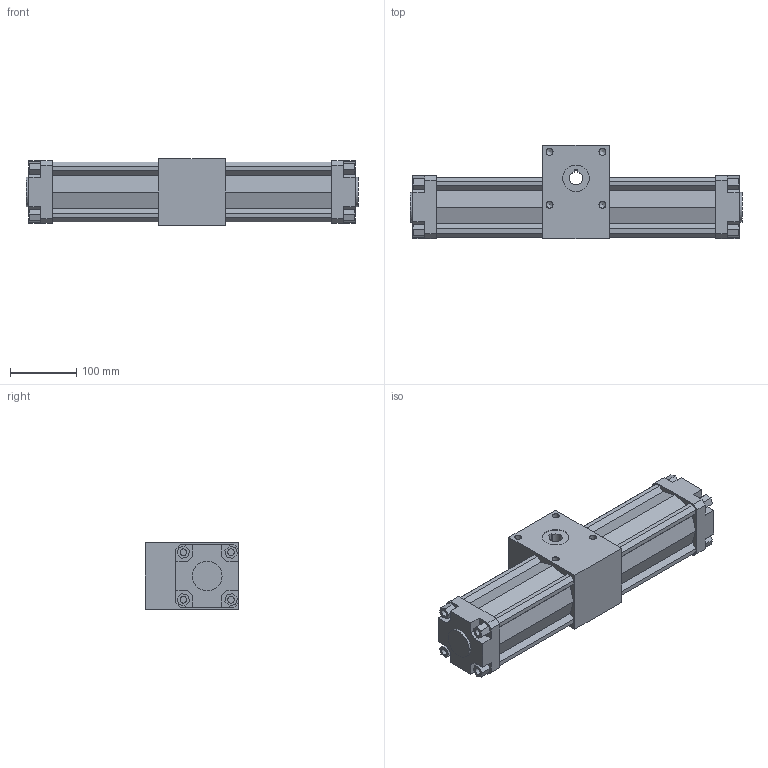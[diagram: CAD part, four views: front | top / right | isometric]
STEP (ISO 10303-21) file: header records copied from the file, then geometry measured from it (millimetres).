
FILE_DESCRIPTION(/* description */ ('Unknown'),/* implementation_level */ '2;1');
FILE_NAME(/* name */ '1330.80.180.01',/* time_stamp */ '2020-02-12T13:44:44-05:00',/* author */ ('Unknown'),/* organization */ ('Unknown'),/* preprocessor_version */ 'ST-DEVELOPER v16.7',/* originating_system */ 'Solid Edge',/* authorisation */ 'Unknown');
FILE_SCHEMA (('AUTOMOTIVE_DESIGN {1 0 10303 214 3 1 1}'));
Length unit declared in the file: millimetre
Products named in the file (1): 1330.80.180.01
Bounding box: 502 x 141 x 100 mm (x, y, z)
Volume: 4220079.1 mm3; surface area: 259809.8 mm2
Topology: 1 solids, 1 shells, 240 faces, 613 edges, 400 vertices
Faces by surface type: plane 186, cylinder 28, cone 26
Full cylindrical faces by diameter (mm): 10 x20, 17 x2, 23 x2, 40 x1, 45 x2
Entity records: 8511 total; most frequent: CARTESIAN_POINT 1187, DIRECTION 1096, ORIENTED_EDGE 1092, EDGE_CURVE 546, LINE 478, VECTOR 478, VERTEX_POINT 400, FACE_BOUND 334
